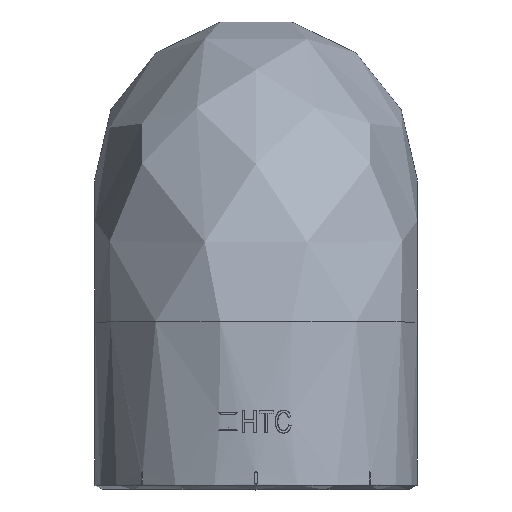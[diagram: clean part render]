
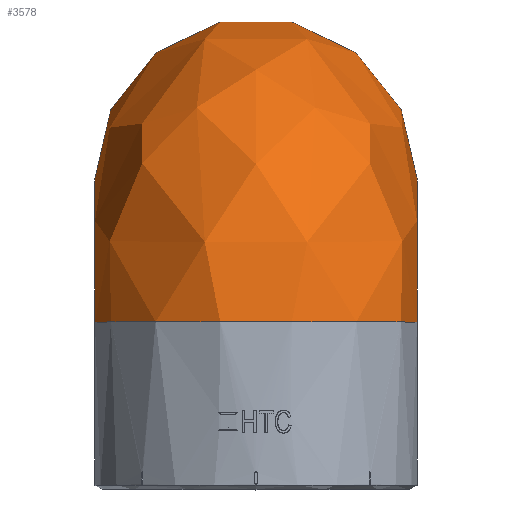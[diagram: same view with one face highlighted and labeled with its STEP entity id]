
A CAD part, top view. The second image highlights one B-rep face of the part: STEP entity #3578.
In plain terms, the highlighted free-form (B-spline) face has degree [4, 3] with [8, 9] control points.
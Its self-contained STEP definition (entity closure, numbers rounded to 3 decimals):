
#78=(
BOUNDED_SURFACE()
B_SPLINE_SURFACE(4,3,((#49799,#49800,#49801,#49802,#49803,#49804,#49805,
#49806,#49807),(#49808,#49809,#49810,#49811,#49812,#49813,#49814,#49815,
#49816),(#49817,#49818,#49819,#49820,#49821,#49822,#49823,#49824,#49825),
(#49826,#49827,#49828,#49829,#49830,#49831,#49832,#49833,#49834),(#49835,
#49836,#49837,#49838,#49839,#49840,#49841,#49842,#49843),(#49844,#49845,
#49846,#49847,#49848,#49849,#49850,#49851,#49852),(#49853,#49854,#49855,
#49856,#49857,#49858,#49859,#49860,#49861),(#49862,#49863,#49864,#49865,
#49866,#49867,#49868,#49869,#49870)),.UNSPECIFIED.,.F.,.F.,.F.)
B_SPLINE_SURFACE_WITH_KNOTS((5,3,5),(4,1,1,1,1,1,4),(0.,0.5,1.),(0.,0.223,
0.347,0.5,0.622,0.777,
1.),.UNSPECIFIED.)
GEOMETRIC_REPRESENTATION_ITEM()
RATIONAL_B_SPLINE_SURFACE(((1.017,1.017,1.017,
1.017,1.017,1.017,1.017,1.017,
1.017),(1.017,1.017,1.017,1.017,
1.017,1.017,1.017,1.017,1.017),
(0.958,0.958,0.958,0.958,
0.958,0.958,0.958,0.958,0.958),
(1.017,1.017,1.017,1.017,1.017,
1.017,1.017,1.017,1.017),(1.017,
1.017,1.017,1.017,1.017,1.017,
1.017,1.017,1.017),(0.958,0.958,
0.958,0.958,0.958,0.958,
0.958,0.958,0.958),(1.017,
1.017,1.017,1.017,1.017,1.017,
1.017,1.017,1.017),(1.017,1.017,
1.017,1.017,1.017,1.017,1.017,
1.017,1.017)))
REPRESENTATION_ITEM('')
SURFACE()
);
#1628=(
BOUNDED_CURVE()
B_SPLINE_CURVE(3,(#49075,#49076,#49077,#49078,#49079,#49080,#49081,#49082,
#49083),.UNSPECIFIED.,.F.,.F.)
B_SPLINE_CURVE_WITH_KNOTS((4,1,1,1,1,1,4),(0.,0.223,0.378,
0.5,0.653,0.777,1.),.UNSPECIFIED.)
CURVE()
GEOMETRIC_REPRESENTATION_ITEM()
RATIONAL_B_SPLINE_CURVE((1.017,1.017,1.017,
1.017,1.017,1.017,1.017,1.017,
1.017))
REPRESENTATION_ITEM('')
);
#1629=(
BOUNDED_CURVE()
B_SPLINE_CURVE(3,(#49121,#49122,#49123,#49124,#49125,#49126,#49127,#49128,
#49129),.UNSPECIFIED.,.F.,.F.)
B_SPLINE_CURVE_WITH_KNOTS((4,1,1,1,1,1,4),(0.,0.223,0.347,
0.5,0.622,0.777,1.),.UNSPECIFIED.)
CURVE()
GEOMETRIC_REPRESENTATION_ITEM()
RATIONAL_B_SPLINE_CURVE((1.017,1.017,1.017,
1.017,1.017,1.017,1.017,1.017,
1.017))
REPRESENTATION_ITEM('')
);
#1788=FACE_OUTER_BOUND('',#5644,.T.);
#3578=ADVANCED_FACE('',(#1788),#78,.T.);
#5644=EDGE_LOOP('',(#15450,#15451,#15452,#15453));
#15450=ORIENTED_EDGE('',*,*,#29228,.T.);
#15451=ORIENTED_EDGE('',*,*,#29230,.T.);
#15452=ORIENTED_EDGE('',*,*,#29226,.T.);
#15453=ORIENTED_EDGE('',*,*,#29105,.F.);
#25676=VERTEX_POINT('',#48165);
#25677=VERTEX_POINT('',#48166);
#25777=VERTEX_POINT('',#49084);
#25778=VERTEX_POINT('',#49120);
#29105=EDGE_CURVE('',#25676,#25677,#33174,.T.);
#29226=EDGE_CURVE('',#25777,#25677,#1628,.T.);
#29228=EDGE_CURVE('',#25676,#25778,#1629,.T.);
#29230=EDGE_CURVE('',#25778,#25777,#33227,.T.);
#33174=CIRCLE('',#34430,36.5);
#33227=CIRCLE('',#34495,36.5);
#34430=AXIS2_PLACEMENT_3D('',#48164,#39072,#39073);
#34495=AXIS2_PLACEMENT_3D('',#49797,#39232,#39233);
#39072=DIRECTION('',(0.,-1.,0.));
#39073=DIRECTION('',(0.,0.,1.));
#39232=DIRECTION('',(0.,0.,1.));
#39233=DIRECTION('',(-1.,0.,0.));
#48164=CARTESIAN_POINT('',(0.,-138.235,-713.65));
#48165=CARTESIAN_POINT('',(36.5,-138.235,-713.65));
#48166=CARTESIAN_POINT('',(-36.5,-138.235,-713.65));
#49075=CARTESIAN_POINT('',(-36.5,-105.735,-746.15));
#49076=CARTESIAN_POINT('',(-36.5,-105.734,-742.316));
#49077=CARTESIAN_POINT('',(-36.5,-106.868,-735.913));
#49078=CARTESIAN_POINT('',(-36.5,-110.771,-728.289));
#49079=CARTESIAN_POINT('',(-36.5,-115.449,-722.621));
#49080=CARTESIAN_POINT('',(-36.5,-120.823,-718.398));
#49081=CARTESIAN_POINT('',(-36.5,-128.513,-714.693));
#49082=CARTESIAN_POINT('',(-36.5,-134.411,-713.647));
#49083=CARTESIAN_POINT('',(-36.5,-138.235,-713.65));
#49084=CARTESIAN_POINT('',(-36.5,-105.735,-746.15));
#49120=CARTESIAN_POINT('',(36.5,-105.735,-746.15));
#49121=CARTESIAN_POINT('',(36.5,-138.235,-713.65));
#49122=CARTESIAN_POINT('',(36.5,-134.411,-713.647));
#49123=CARTESIAN_POINT('',(36.5,-128.513,-714.693));
#49124=CARTESIAN_POINT('',(36.5,-120.823,-718.398));
#49125=CARTESIAN_POINT('',(36.5,-115.449,-722.621));
#49126=CARTESIAN_POINT('',(36.5,-110.771,-728.289));
#49127=CARTESIAN_POINT('',(36.5,-106.868,-735.913));
#49128=CARTESIAN_POINT('',(36.5,-105.734,-742.316));
#49129=CARTESIAN_POINT('',(36.5,-105.735,-746.15));
#49797=CARTESIAN_POINT('',(0.,-105.735,-746.15));
#49799=CARTESIAN_POINT('',(-36.5,-138.235,-713.65));
#49800=CARTESIAN_POINT('',(-36.5,-134.411,-713.647));
#49801=CARTESIAN_POINT('',(-36.5,-128.513,-714.693));
#49802=CARTESIAN_POINT('',(-36.5,-120.823,-718.398));
#49803=CARTESIAN_POINT('',(-36.5,-115.449,-722.621));
#49804=CARTESIAN_POINT('',(-36.5,-110.771,-728.289));
#49805=CARTESIAN_POINT('',(-36.5,-106.868,-735.913));
#49806=CARTESIAN_POINT('',(-36.5,-105.734,-742.316));
#49807=CARTESIAN_POINT('',(-36.5,-105.735,-746.15));
#49808=CARTESIAN_POINT('',(-36.5,-138.235,-700.745));
#49809=CARTESIAN_POINT('',(-36.5,-132.923,-700.739));
#49810=CARTESIAN_POINT('',(-36.5,-124.652,-702.203));
#49811=CARTESIAN_POINT('',(-36.5,-113.896,-707.39));
#49812=CARTESIAN_POINT('',(-36.5,-106.401,-713.28));
#49813=CARTESIAN_POINT('',(-36.5,-99.877,-721.184));
#49814=CARTESIAN_POINT('',(-36.5,-94.415,-731.845));
#49815=CARTESIAN_POINT('',(-36.5,-92.826,-740.824));
#49816=CARTESIAN_POINT('',(-36.5,-92.83,-746.15));
#49817=CARTESIAN_POINT('',(-30.048,-138.235,-683.602));
#49818=CARTESIAN_POINT('',(-30.048,-130.947,-683.591));
#49819=CARTESIAN_POINT('',(-30.048,-119.523,-685.612));
#49820=CARTESIAN_POINT('',(-30.048,-104.695,-692.767));
#49821=CARTESIAN_POINT('',(-30.048,-94.381,-700.871));
#49822=CARTESIAN_POINT('',(-30.048,-85.405,-711.745));
#49823=CARTESIAN_POINT('',(-30.048,-77.872,-726.441));
#49824=CARTESIAN_POINT('',(-30.048,-75.68,-738.843));
#49825=CARTESIAN_POINT('',(-30.048,-75.687,-746.15));
#49826=CARTESIAN_POINT('',(-12.905,-138.235,-677.15));
#49827=CARTESIAN_POINT('',(-12.905,-130.203,-677.137));
#49828=CARTESIAN_POINT('',(-12.905,-117.593,-679.367));
#49829=CARTESIAN_POINT('',(-12.905,-101.231,-687.263));
#49830=CARTESIAN_POINT('',(-12.905,-89.857,-696.201));
#49831=CARTESIAN_POINT('',(-12.905,-79.958,-708.193));
#49832=CARTESIAN_POINT('',(-12.905,-71.645,-724.407));
#49833=CARTESIAN_POINT('',(-12.905,-69.226,-738.097));
#49834=CARTESIAN_POINT('',(-12.905,-69.235,-746.15));
#49835=CARTESIAN_POINT('',(12.905,-138.235,-677.15));
#49836=CARTESIAN_POINT('',(12.905,-130.203,-677.137));
#49837=CARTESIAN_POINT('',(12.905,-117.593,-679.367));
#49838=CARTESIAN_POINT('',(12.905,-101.231,-687.263));
#49839=CARTESIAN_POINT('',(12.905,-89.857,-696.201));
#49840=CARTESIAN_POINT('',(12.905,-79.958,-708.193));
#49841=CARTESIAN_POINT('',(12.905,-71.645,-724.407));
#49842=CARTESIAN_POINT('',(12.905,-69.226,-738.097));
#49843=CARTESIAN_POINT('',(12.905,-69.235,-746.15));
#49844=CARTESIAN_POINT('',(30.048,-138.235,-683.602));
#49845=CARTESIAN_POINT('',(30.048,-130.947,-683.591));
#49846=CARTESIAN_POINT('',(30.048,-119.523,-685.612));
#49847=CARTESIAN_POINT('',(30.048,-104.695,-692.767));
#49848=CARTESIAN_POINT('',(30.048,-94.381,-700.871));
#49849=CARTESIAN_POINT('',(30.048,-85.405,-711.745));
#49850=CARTESIAN_POINT('',(30.048,-77.872,-726.441));
#49851=CARTESIAN_POINT('',(30.048,-75.68,-738.843));
#49852=CARTESIAN_POINT('',(30.048,-75.687,-746.15));
#49853=CARTESIAN_POINT('',(36.5,-138.235,-700.745));
#49854=CARTESIAN_POINT('',(36.5,-132.923,-700.739));
#49855=CARTESIAN_POINT('',(36.5,-124.652,-702.203));
#49856=CARTESIAN_POINT('',(36.5,-113.896,-707.39));
#49857=CARTESIAN_POINT('',(36.5,-106.401,-713.28));
#49858=CARTESIAN_POINT('',(36.5,-99.877,-721.184));
#49859=CARTESIAN_POINT('',(36.5,-94.415,-731.845));
#49860=CARTESIAN_POINT('',(36.5,-92.826,-740.824));
#49861=CARTESIAN_POINT('',(36.5,-92.83,-746.15));
#49862=CARTESIAN_POINT('',(36.5,-138.235,-713.65));
#49863=CARTESIAN_POINT('',(36.5,-134.411,-713.647));
#49864=CARTESIAN_POINT('',(36.5,-128.513,-714.693));
#49865=CARTESIAN_POINT('',(36.5,-120.823,-718.398));
#49866=CARTESIAN_POINT('',(36.5,-115.449,-722.621));
#49867=CARTESIAN_POINT('',(36.5,-110.771,-728.289));
#49868=CARTESIAN_POINT('',(36.5,-106.868,-735.913));
#49869=CARTESIAN_POINT('',(36.5,-105.734,-742.316));
#49870=CARTESIAN_POINT('',(36.5,-105.735,-746.15));
